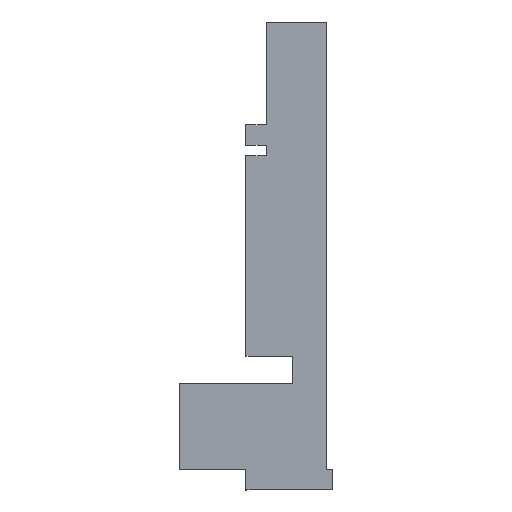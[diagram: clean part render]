
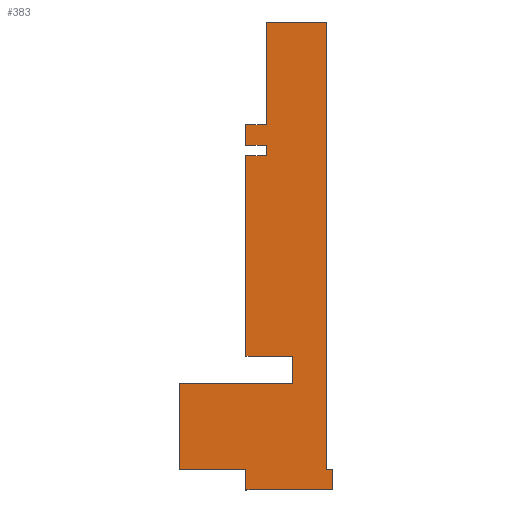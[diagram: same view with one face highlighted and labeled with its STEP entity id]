
A CAD part, top view. The second image highlights one B-rep face of the part: STEP entity #383.
In plain terms, the highlighted planar face has unit normal (0, 0, 1).
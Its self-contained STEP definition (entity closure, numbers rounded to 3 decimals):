
#17=FACE_OUTER_BOUND('',#37,.T.);
#37=EDGE_LOOP('',(#261,#262,#263,#264,#265,#266,#267,#268,#269,#270,#271,
#272,#273,#274,#275,#276,#277,#278));
#55=LINE('',#535,#109);
#59=LINE('',#543,#113);
#62=LINE('',#549,#116);
#63=LINE('',#551,#117);
#64=LINE('',#553,#118);
#65=LINE('',#555,#119);
#66=LINE('',#557,#120);
#67=LINE('',#559,#121);
#68=LINE('',#561,#122);
#69=LINE('',#563,#123);
#70=LINE('',#565,#124);
#71=LINE('',#567,#125);
#72=LINE('',#569,#126);
#73=LINE('',#571,#127);
#74=LINE('',#573,#128);
#75=LINE('',#575,#129);
#76=LINE('',#577,#130);
#77=LINE('',#578,#131);
#109=VECTOR('',#439,10.);
#113=VECTOR('',#445,10.);
#116=VECTOR('',#450,10.);
#117=VECTOR('',#451,10.);
#118=VECTOR('',#452,10.);
#119=VECTOR('',#453,10.);
#120=VECTOR('',#454,10.);
#121=VECTOR('',#455,10.);
#122=VECTOR('',#456,10.);
#123=VECTOR('',#457,10.);
#124=VECTOR('',#458,10.);
#125=VECTOR('',#459,10.);
#126=VECTOR('',#460,10.);
#127=VECTOR('',#461,10.);
#128=VECTOR('',#462,10.);
#129=VECTOR('',#463,10.);
#130=VECTOR('',#464,10.);
#131=VECTOR('',#465,10.);
#163=VERTEX_POINT('',#533);
#164=VERTEX_POINT('',#534);
#167=VERTEX_POINT('',#542);
#169=VERTEX_POINT('',#548);
#170=VERTEX_POINT('',#550);
#171=VERTEX_POINT('',#552);
#172=VERTEX_POINT('',#554);
#173=VERTEX_POINT('',#556);
#174=VERTEX_POINT('',#558);
#175=VERTEX_POINT('',#560);
#176=VERTEX_POINT('',#562);
#177=VERTEX_POINT('',#564);
#178=VERTEX_POINT('',#566);
#179=VERTEX_POINT('',#568);
#180=VERTEX_POINT('',#570);
#181=VERTEX_POINT('',#572);
#182=VERTEX_POINT('',#574);
#183=VERTEX_POINT('',#576);
#199=EDGE_CURVE('',#163,#164,#55,.T.);
#203=EDGE_CURVE('',#163,#167,#59,.T.);
#206=EDGE_CURVE('',#169,#164,#62,.T.);
#207=EDGE_CURVE('',#170,#169,#63,.T.);
#208=EDGE_CURVE('',#171,#170,#64,.T.);
#209=EDGE_CURVE('',#172,#171,#65,.T.);
#210=EDGE_CURVE('',#173,#172,#66,.T.);
#211=EDGE_CURVE('',#174,#173,#67,.T.);
#212=EDGE_CURVE('',#175,#174,#68,.T.);
#213=EDGE_CURVE('',#176,#175,#69,.T.);
#214=EDGE_CURVE('',#177,#176,#70,.T.);
#215=EDGE_CURVE('',#178,#177,#71,.T.);
#216=EDGE_CURVE('',#179,#178,#72,.T.);
#217=EDGE_CURVE('',#180,#179,#73,.T.);
#218=EDGE_CURVE('',#181,#180,#74,.T.);
#219=EDGE_CURVE('',#182,#181,#75,.T.);
#220=EDGE_CURVE('',#183,#182,#76,.T.);
#221=EDGE_CURVE('',#167,#183,#77,.T.);
#261=ORIENTED_EDGE('',*,*,#199,.T.);
#262=ORIENTED_EDGE('',*,*,#206,.F.);
#263=ORIENTED_EDGE('',*,*,#207,.F.);
#264=ORIENTED_EDGE('',*,*,#208,.F.);
#265=ORIENTED_EDGE('',*,*,#209,.F.);
#266=ORIENTED_EDGE('',*,*,#210,.F.);
#267=ORIENTED_EDGE('',*,*,#211,.F.);
#268=ORIENTED_EDGE('',*,*,#212,.F.);
#269=ORIENTED_EDGE('',*,*,#213,.F.);
#270=ORIENTED_EDGE('',*,*,#214,.F.);
#271=ORIENTED_EDGE('',*,*,#215,.F.);
#272=ORIENTED_EDGE('',*,*,#216,.F.);
#273=ORIENTED_EDGE('',*,*,#217,.F.);
#274=ORIENTED_EDGE('',*,*,#218,.F.);
#275=ORIENTED_EDGE('',*,*,#219,.F.);
#276=ORIENTED_EDGE('',*,*,#220,.F.);
#277=ORIENTED_EDGE('',*,*,#221,.F.);
#278=ORIENTED_EDGE('',*,*,#203,.F.);
#363=PLANE('',#417);
#383=ADVANCED_FACE('',(#17),#363,.F.);
#417=AXIS2_PLACEMENT_3D('',#547,#448,#449);
#439=DIRECTION('',(1.,0.,0.));
#445=DIRECTION('',(0.,1.,0.));
#448=DIRECTION('center_axis',(0.,0.,
-1.));
#449=DIRECTION('ref_axis',(-1.,0.,0.));
#450=DIRECTION('',(0.,-1.,0.));
#451=DIRECTION('',(1.,0.,0.));
#452=DIRECTION('',(0.,-1.,0.));
#453=DIRECTION('',(1.,0.,0.));
#454=DIRECTION('',(0.,1.,0.));
#455=DIRECTION('',(1.,0.,0.));
#456=DIRECTION('',(0.,1.,0.));
#457=DIRECTION('',(-1.,0.,0.));
#458=DIRECTION('',(0.,1.,0.));
#459=DIRECTION('',(1.,0.,0.));
#460=DIRECTION('',(0.,1.,0.));
#461=DIRECTION('',(-1.,0.,0.));
#462=DIRECTION('',(0.,1.,0.));
#463=DIRECTION('',(1.,0.,0.));
#464=DIRECTION('',(0.,1.,0.));
#465=DIRECTION('',(-1.,0.,0.));
#533=CARTESIAN_POINT('',(154.46,-70.,-51.28));
#534=CARTESIAN_POINT('',(167.46,-70.,-51.28));
#535=CARTESIAN_POINT('',(157.71,-70.,-51.28));
#542=CARTESIAN_POINT('',(154.46,-67.,-51.28));
#543=CARTESIAN_POINT('',(154.46,-26.75,-51.28));
#547=CARTESIAN_POINT('Origin',(160.96,-23.5,-51.28));
#548=CARTESIAN_POINT('',(167.46,-67.,-51.28));
#549=CARTESIAN_POINT('',(167.46,-42.75,-51.28));
#550=CARTESIAN_POINT('',(166.46,-67.,-51.28));
#551=CARTESIAN_POINT('',(164.21,-67.,-51.28));
#552=CARTESIAN_POINT('',(166.46,0.,-51.28));
#553=CARTESIAN_POINT('',(166.46,-28.5,-51.28));
#554=CARTESIAN_POINT('',(157.46,0.,-51.28));
#555=CARTESIAN_POINT('',(164.21,0.,-51.28));
#556=CARTESIAN_POINT('',(157.46,-15.4,-51.28));
#557=CARTESIAN_POINT('',(157.46,-11.75,-51.28));
#558=CARTESIAN_POINT('',(154.46,-15.4,-51.28));
#559=CARTESIAN_POINT('',(159.21,-15.4,-51.28));
#560=CARTESIAN_POINT('',(154.46,-18.4,-51.28));
#561=CARTESIAN_POINT('',(154.46,-24.45,-51.28));
#562=CARTESIAN_POINT('',(157.46,-18.4,-51.28));
#563=CARTESIAN_POINT('',(157.71,-18.4,-51.28));
#564=CARTESIAN_POINT('',(157.46,-20.,-51.28));
#565=CARTESIAN_POINT('',(157.46,-25.95,-51.28));
#566=CARTESIAN_POINT('',(154.46,-20.,-51.28));
#567=CARTESIAN_POINT('',(159.21,-20.,-51.28));
#568=CARTESIAN_POINT('',(154.46,-50.,-51.28));
#569=CARTESIAN_POINT('',(154.46,-26.75,-51.28));
#570=CARTESIAN_POINT('',(161.46,-50.,-51.28));
#571=CARTESIAN_POINT('',(157.71,-50.,-51.28));
#572=CARTESIAN_POINT('',(161.46,-54.,-51.28));
#573=CARTESIAN_POINT('',(161.46,-36.75,-51.28));
#574=CARTESIAN_POINT('',(144.46,-54.,-51.28));
#575=CARTESIAN_POINT('',(161.21,-54.,-51.28));
#576=CARTESIAN_POINT('',(144.46,-67.,-51.28));
#577=CARTESIAN_POINT('',(144.46,-43.,-51.28));
#578=CARTESIAN_POINT('',(157.71,-67.,-51.28));
